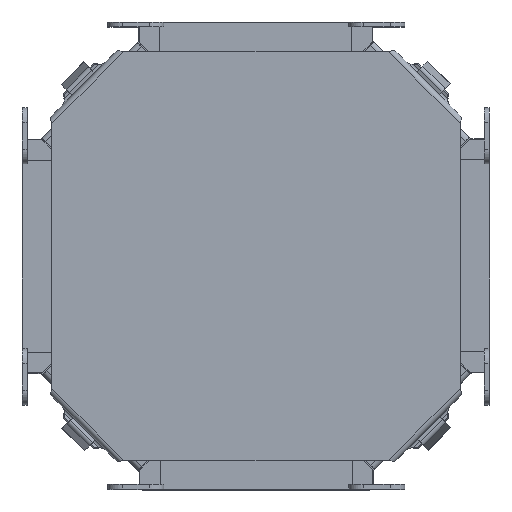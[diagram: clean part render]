
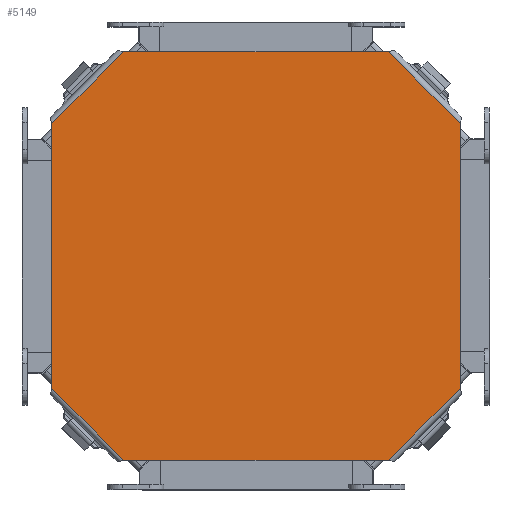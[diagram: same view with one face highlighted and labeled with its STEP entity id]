
A CAD part, top view. The second image highlights one B-rep face of the part: STEP entity #5149.
In plain terms, the highlighted planar face has unit normal (0, 0, 1).
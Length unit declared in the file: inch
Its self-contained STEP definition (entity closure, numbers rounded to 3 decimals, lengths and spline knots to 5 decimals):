
#368=LINE('',#7730,#907);
#374=LINE('',#7812,#913);
#380=LINE('',#7886,#919);
#384=LINE('',#7893,#923);
#385=LINE('',#7895,#924);
#386=LINE('',#7897,#925);
#387=LINE('',#7899,#926);
#388=LINE('',#7900,#927);
#907=VECTOR('',#6129,2.61529);
#913=VECTOR('',#6139,2.61529);
#919=VECTOR('',#6149,6.80092);
#923=VECTOR('',#6155,6.80142);
#924=VECTOR('',#6156,6.80092);
#925=VECTOR('',#6157,2.61529);
#926=VECTOR('',#6158,6.80142);
#927=VECTOR('',#6159,2.61529);
#1347=PLANE('',#5462);
#1612=FACE_OUTER_BOUND('',#1914,.T.);
#1914=EDGE_LOOP('',(#3821,#3822,#3823,#3824,#3825,#3826,#3827,#3828));
#2393=VERTEX_POINT('',#7721);
#2394=VERTEX_POINT('',#7729);
#2399=VERTEX_POINT('',#7803);
#2400=VERTEX_POINT('',#7811);
#2405=VERTEX_POINT('',#7885);
#2408=VERTEX_POINT('',#7894);
#2409=VERTEX_POINT('',#7896);
#2410=VERTEX_POINT('',#7898);
#2910=EDGE_CURVE('',#2394,#2393,#368,.T.);
#2920=EDGE_CURVE('',#2400,#2399,#374,.T.);
#2929=EDGE_CURVE('',#2394,#2405,#380,.T.);
#2933=EDGE_CURVE('',#2400,#2393,#384,.T.);
#2934=EDGE_CURVE('',#2408,#2399,#385,.T.);
#2935=EDGE_CURVE('',#2408,#2409,#386,.T.);
#2936=EDGE_CURVE('',#2410,#2409,#387,.T.);
#2937=EDGE_CURVE('',#2410,#2405,#388,.T.);
#3821=ORIENTED_EDGE('',*,*,#2910,.T.);
#3822=ORIENTED_EDGE('',*,*,#2933,.F.);
#3823=ORIENTED_EDGE('',*,*,#2920,.T.);
#3824=ORIENTED_EDGE('',*,*,#2934,.F.);
#3825=ORIENTED_EDGE('',*,*,#2935,.T.);
#3826=ORIENTED_EDGE('',*,*,#2936,.F.);
#3827=ORIENTED_EDGE('',*,*,#2937,.T.);
#3828=ORIENTED_EDGE('',*,*,#2929,.F.);
#5149=ADVANCED_FACE('',(#1612),#1347,.T.);
#5462=AXIS2_PLACEMENT_3D('',#7892,#6153,#6154);
#6129=DIRECTION('',(-0.707,0.707,0.));
#6139=DIRECTION('',(-0.707,-0.707,0.));
#6149=DIRECTION('',(0.,-1.,0.));
#6153=DIRECTION('center_axis',(0.,0.,1.));
#6154=DIRECTION('ref_axis',(1.,0.,0.));
#6155=DIRECTION('',(1.,0.,0.));
#6156=DIRECTION('',(0.,1.,0.));
#6157=DIRECTION('',(0.707,-0.707,0.));
#6158=DIRECTION('',(-1.,0.,0.));
#6159=DIRECTION('',(0.707,0.707,0.));
#7721=CARTESIAN_POINT('',(3.40071,5.24975,0.074));
#7729=CARTESIAN_POINT('',(5.25,3.40046,0.074));
#7730=CARTESIAN_POINT('',(4.71695,3.93351,0.074));
#7803=CARTESIAN_POINT('',(-5.25,3.40046,0.074));
#7811=CARTESIAN_POINT('',(-3.40071,5.24975,0.074));
#7812=CARTESIAN_POINT('',(-3.7923,4.85815,0.074));
#7885=CARTESIAN_POINT('',(5.25,-3.40046,0.074));
#7886=CARTESIAN_POINT('',(5.25,-5.24975,0.074));
#7892=CARTESIAN_POINT('Origin',(0.,0.28266,
0.074));
#7893=CARTESIAN_POINT('',(5.25,5.24975,0.074));
#7894=CARTESIAN_POINT('',(-5.25,-3.40046,0.074));
#7895=CARTESIAN_POINT('',(-5.25,5.24975,0.074));
#7896=CARTESIAN_POINT('',(-3.40071,-5.24975,0.074));
#7897=CARTESIAN_POINT('',(-4.85828,-3.79218,0.074));
#7898=CARTESIAN_POINT('',(3.40071,-5.24975,0.074));
#7899=CARTESIAN_POINT('',(-5.25,-5.24975,0.074));
#7900=CARTESIAN_POINT('',(3.93363,-4.71682,0.074));
